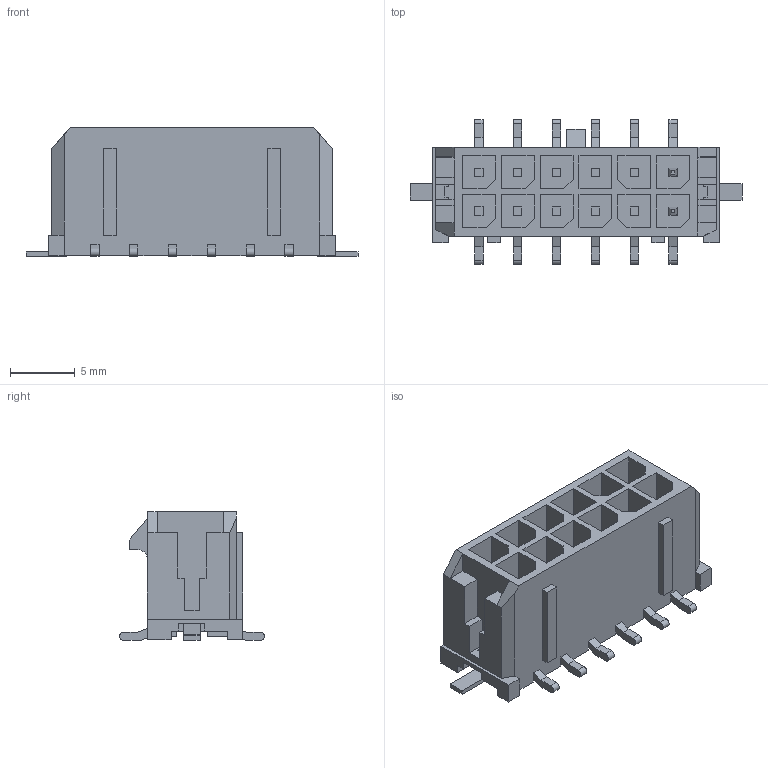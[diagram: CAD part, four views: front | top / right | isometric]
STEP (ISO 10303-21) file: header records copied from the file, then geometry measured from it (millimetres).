
FILE_DESCRIPTION((''),'2;1');
FILE_NAME('430451219','2020-04-17T',('gga'),(''),'PRO/ENGINEER BY PARAMETRIC TECHNOLOGY CORPORATION, 2016010','PRO/ENGINEER BY PARAMETRIC TECHNOLOGY CORPORATION, 2016010','');
FILE_SCHEMA(('CONFIG_CONTROL_DESIGN'));
Length unit declared in the file: millimetre
Products named in the file (1): 430451219
Bounding box: 25.65 x 11.2 x 9.96 mm (x, y, z)
Volume: 894 mm3; surface area: 1985.7 mm2
Topology: 1 solids, 1 shells, 499 faces, 1333 edges, 865 vertices
Faces by surface type: plane 482, cylinder 17
Entity records: 15010 total; most frequent: CARTESIAN_POINT 2631, ORIENTED_EDGE 2536, DIRECTION 2367, VECTOR 1299, LINE 1299, EDGE_CURVE 1268, VERTEX_POINT 798, AXIS2_PLACEMENT_3D 534
